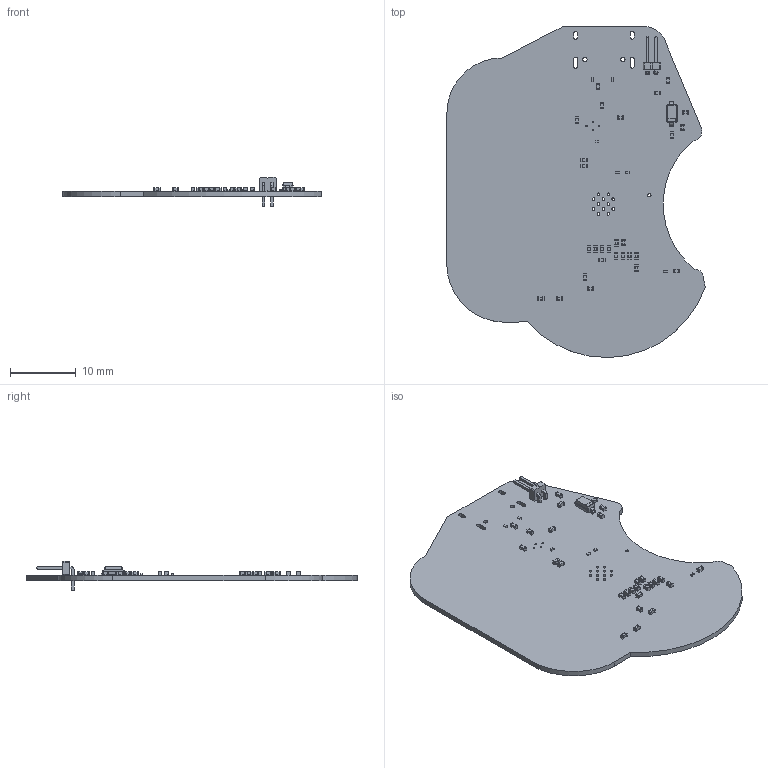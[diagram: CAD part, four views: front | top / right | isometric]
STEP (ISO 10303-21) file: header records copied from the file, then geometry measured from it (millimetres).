
FILE_DESCRIPTION(('KiCad electronic assembly'),'2;1');
FILE_NAME('_autosave-savox noise collector.step','2024-08-08T14:20:06',( 'Pcbnew'),('Kicad'),'Open CASCADE STEP processor 7.8', 'KiCad to STEP converter','Unknown');
FILE_SCHEMA(('AUTOMOTIVE_DESIGN { 1 0 10303 214 1 1 1 1 }'));
Length unit declared in the file: millimetre
Products named in the file (14): _autosave-savox noise collector 1; C_0402_1005Metric; R_0201_0603Metric; LED_0201_0603Metric; L_0402_1005Metric; PinHeader_1x02_P1.27mm_Horizontal; PinHeader_1x02_P127mm_Horizontal; D_SOD-123; D_SOD_123; _autosave-_autosave-savox noise collector_PCB
Assembly tree (43 placements, depth 3):
  _autosave-savox noise collector 1
    C_0402_1005Metric  x25
      C_0402_1005Metric
    R_0201_0603Metric  x5
      R_0201_0603Metric
    LED_0201_0603Metric
      LED_0201_0603Metric
    L_0402_1005Metric  x3
      L_0402_1005Metric
    PinHeader_1x02_P1.27mm_Horizontal
      PinHeader_1x02_P127mm_Horizontal
    D_SOD-123
      D_SOD_123
    _autosave-_autosave-savox noise collector_PCB
Bounding box: 39.39 x 50.47 x 4.5 mm (x, y, z)
Volume: 1296.2 mm3; surface area: 3489.3 mm2
Topology: 37 solids, 37 shells, 1116 faces, 2858 edges, 1880 vertices
Faces by surface type: plane 668, cylinder 422, bspline 26
Full cylindrical faces by diameter (mm): 0.2 x4, 0.4 x12, 0.508 x1, 0.65 x4
Entity records: 10577 total; most frequent: CARTESIAN_POINT 1608, DIRECTION 1442, ORIENTED_EDGE 1428, EDGE_CURVE 714, LINE 526, VECTOR 526, AXIS2_PLACEMENT_3D 458, VERTEX_POINT 456
